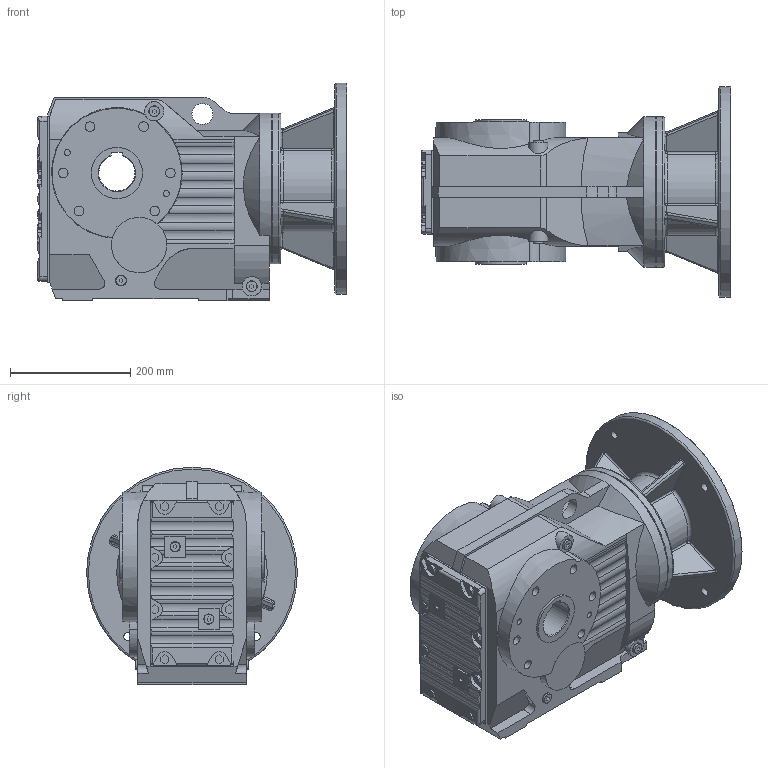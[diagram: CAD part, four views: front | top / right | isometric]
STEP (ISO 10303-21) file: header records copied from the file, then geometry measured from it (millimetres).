
FILE_DESCRIPTION(('STEP AP203'), '1');
FILE_NAME('凎劌膷闉 岍87 AM180', '', ('UNSPECIFIED'), ('UNSPECIFIED'), 'ASCON STEP Converter 1.3', 'ASCON Math Kernel', '');
FILE_SCHEMA(('CONFIG_CONTROL_DESIGN'));
Length unit declared in the file: millimetre
Products named in the file (13): Verschlussbohrungen B-Seite; Verschlussbohrungen B-Seite_2; Verschlussbohrungen B-Seite_1; Verschlussbohrungen B-Seite_3; Verschlussbohrungen B-Seite_4; Verschlussbohrungen B-Seite_5; Verschlussbohrungen B-Seite_6; Verschlussbohrungen B-Seite_7; Verschlussbohrungen B-Seite_8; Verschlussbohrungen B-Seite_9; Verschlussbohrungen B-Seite_10
Assembly tree (12 placements, depth 2):
  (unnamed)
    Verschlussbohrungen B-Seite
    Verschlussbohrungen B-Seite_2
    Verschlussbohrungen B-Seite_1
    Verschlussbohrungen B-Seite_3
    Verschlussbohrungen B-Seite_4
    Verschlussbohrungen B-Seite_5
    Verschlussbohrungen B-Seite_6
    Verschlussbohrungen B-Seite_7
    Verschlussbohrungen B-Seite_8
    Verschlussbohrungen B-Seite_9
    Verschlussbohrungen B-Seite_10
    (unnamed)
Bounding box: 514.5 x 350 x 361 mm (x, y, z)
Volume: 25160016 mm3; surface area: 1249578.2 mm2
Topology: 12 solids, 12 shells, 670 faces, 1633 edges, 1051 vertices
Faces by surface type: plane 370, cylinder 232, bspline 32, cone 26, torus 10
Full cylindrical faces by diameter (mm): 0.01 x2, 10 x4, 14 x8, 16 x18, 17 x8, 18 x6, 32 x2, 35 x1, 85 x2, 90 x1, 111 x1, 125 x3, 126 x1, 129 x1, 180 x1, 182 x1, 248 x1, 250 x3, 350 x1
Entity records: 34076 total; most frequent: CARTESIAN_POINT 12964, ORIENTED_EDGE 3100, DIRECTION 2925, EDGE_CURVE 1550, VERTEX_POINT 1051, AXIS2_PLACEMENT_3D 1000, LINE 925, VECTOR 925
